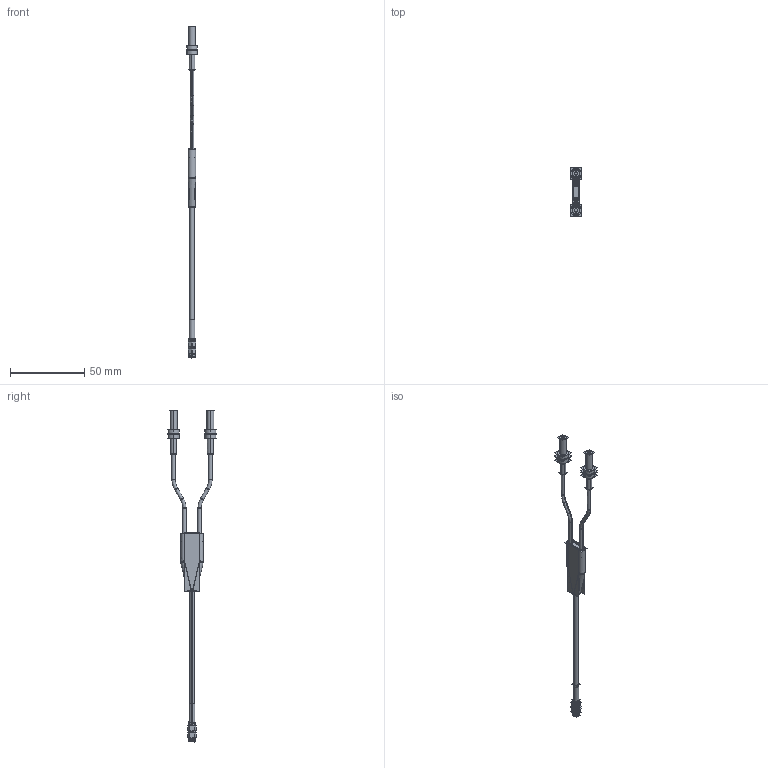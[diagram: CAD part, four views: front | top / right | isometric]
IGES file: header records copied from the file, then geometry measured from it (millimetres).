
Start section:  PTC IGES file: 161942.igs
Global section: file name: 161942.igs; native system: Creo Parametric by Parametric Technology Corporation; preprocessor: 2013230; author: pdmadmin; organization: Unknown; date: 20160209.155412; units: inch
Bounding box: 7.66 x 32.46 x 223.47 mm (x, y, z)
Volume: 3658.1 mm3; surface area: 28007.8 mm2
Topology: 10 solids, 10 shells, 324 faces, 1586 edges, 2019 vertices
Faces by surface type: revolution 192, bspline 132
